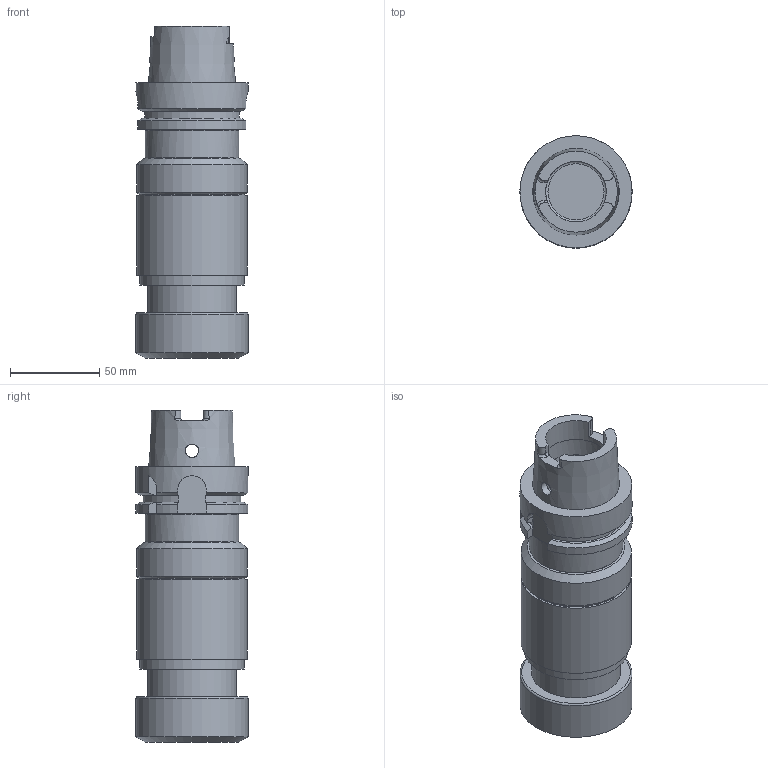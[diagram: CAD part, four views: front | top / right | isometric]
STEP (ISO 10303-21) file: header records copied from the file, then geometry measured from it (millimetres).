
FILE_DESCRIPTION(/* description */ (''),/* implementation_level */ '2;1');
FILE_NAME(/* name */ '1725527008130.stp',/* time_stamp */ '2024-09-05T11:03:33+02:00',/* author */ (''),/* organization */ ('SMS'),/* preprocessor_version */ 'ST-DEVELOPER v16.7',/* originating_system */ 'SIEMENS PLM Software NX 12.0',/* authorisation */ '');
FILE_SCHEMA (('AUTOMOTIVE_DESIGN { 1 0 10303 214 3 1 1 1 }'));
Length unit declared in the file: millimetre
Products named in the file (1): 205373840mod000_00
Bounding box: 63 x 63 x 186.4 mm (x, y, z)
Volume: 439991.7 mm3; surface area: 48953.2 mm2
Topology: 1 solids, 1 shells, 93 faces, 248 edges, 164 vertices
Faces by surface type: plane 41, cylinder 29, cone 13, torus 8, bspline 2
Full cylindrical faces by diameter (mm): 7.5 x2, 34.05 x2, 40.08 x1, 49.987 x1, 52.5 x1, 58.4 x1, 59.4 x1, 62 x1, 62.001 x1, 62.94 x1, 63 x1
Entity records: 3155 total; most frequent: CARTESIAN_POINT 962, DIRECTION 447, ORIENTED_EDGE 418, EDGE_CURVE 209, AXIS2_PLACEMENT_3D 178, VERTEX_POINT 147, EDGE_LOOP 126, ADVANCED_FACE 93
